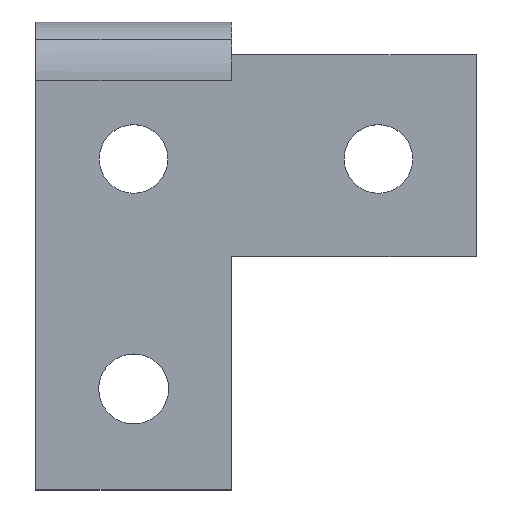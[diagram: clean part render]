
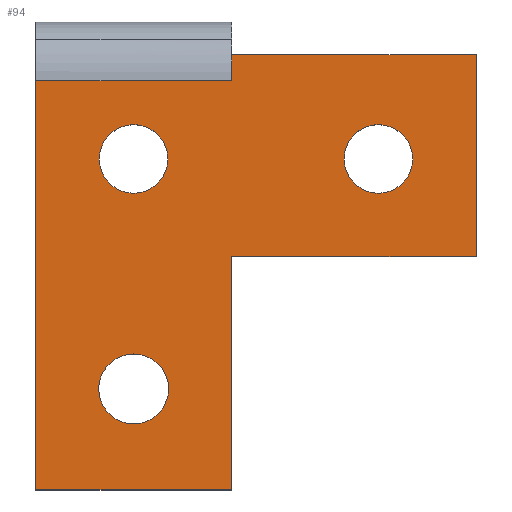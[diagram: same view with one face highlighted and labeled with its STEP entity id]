
A CAD part, top view. The second image highlights one B-rep face of the part: STEP entity #94.
In plain terms, the highlighted planar face has unit normal (0, 0, 1).
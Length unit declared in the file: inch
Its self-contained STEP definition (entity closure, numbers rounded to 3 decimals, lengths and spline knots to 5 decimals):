
#94=ADVANCED_FACE('',(#187,#188,#189,#190),#191,.T.);
#187=FACE_BOUND('',#277,.T.);
#188=FACE_BOUND('',#278,.T.);
#189=FACE_BOUND('',#279,.T.);
#190=FACE_OUTER_BOUND('',#280,.T.);
#191=PLANE('',#281);
#277=EDGE_LOOP('',(#487,#488));
#278=EDGE_LOOP('',(#489,#490));
#279=EDGE_LOOP('',(#491,#492));
#280=EDGE_LOOP('',(#493,#494,#495,#496,#497,#498,#499,#500));
#281=AXIS2_PLACEMENT_3D('',#501,#502,#503);
#487=ORIENTED_EDGE('',*,*,#587,.T.);
#488=ORIENTED_EDGE('',*,*,#546,.T.);
#489=ORIENTED_EDGE('',*,*,#590,.T.);
#490=ORIENTED_EDGE('',*,*,#617,.T.);
#491=ORIENTED_EDGE('',*,*,#609,.T.);
#492=ORIENTED_EDGE('',*,*,#564,.T.);
#493=ORIENTED_EDGE('',*,*,#600,.T.);
#494=ORIENTED_EDGE('',*,*,#556,.F.);
#495=ORIENTED_EDGE('',*,*,#619,.T.);
#496=ORIENTED_EDGE('',*,*,#612,.T.);
#497=ORIENTED_EDGE('',*,*,#593,.T.);
#498=ORIENTED_EDGE('',*,*,#537,.F.);
#499=ORIENTED_EDGE('',*,*,#598,.F.);
#500=ORIENTED_EDGE('',*,*,#603,.T.);
#501=CARTESIAN_POINT('',(-2.75591,0.,0.));
#502=DIRECTION('',(-0.0,0.0,1.0));
#503=DIRECTION('',(-1.0,-0.0,-0.0));
#537=EDGE_CURVE('',#635,#637,#638,.T.);
#546=EDGE_CURVE('',#644,#649,#651,.T.);
#556=EDGE_CURVE('',#667,#662,#669,.T.);
#564=EDGE_CURVE('',#683,#681,#684,.T.);
#587=EDGE_CURVE('',#649,#644,#717,.T.);
#590=EDGE_CURVE('',#721,#719,#722,.T.);
#593=EDGE_CURVE('',#725,#637,#726,.T.);
#598=EDGE_CURVE('',#731,#635,#733,.T.);
#600=EDGE_CURVE('',#735,#662,#736,.T.);
#603=EDGE_CURVE('',#731,#735,#739,.T.);
#609=EDGE_CURVE('',#681,#683,#747,.T.);
#612=EDGE_CURVE('',#750,#725,#751,.T.);
#617=EDGE_CURVE('',#719,#721,#756,.T.);
#619=EDGE_CURVE('',#667,#750,#758,.T.);
#635=VERTEX_POINT('',#776);
#637=VERTEX_POINT('',#778);
#638=LINE('',#779,#780);
#644=VERTEX_POINT('',#787);
#649=VERTEX_POINT('',#793);
#651=CIRCLE('',#796,0.28125);
#662=VERTEX_POINT('',#809);
#667=VERTEX_POINT('',#816);
#669=LINE('',#819,#820);
#681=VERTEX_POINT('',#836);
#683=VERTEX_POINT('',#839);
#684=CIRCLE('',#840,0.27559);
#717=CIRCLE('',#883,0.28125);
#719=VERTEX_POINT('',#885);
#721=VERTEX_POINT('',#888);
#722=CIRCLE('',#889,0.27559);
#725=VERTEX_POINT('',#893);
#726=LINE('',#894,#895);
#731=VERTEX_POINT('',#902);
#733=LINE('',#904,#905);
#735=VERTEX_POINT('',#907);
#736=LINE('',#908,#909);
#739=LINE('',#913,#914);
#747=CIRCLE('',#924,0.27559);
#750=VERTEX_POINT('',#927);
#751=LINE('',#928,#929);
#756=CIRCLE('',#936,0.27559);
#758=LINE('',#938,#939);
#776=CARTESIAN_POINT('',(-1.9685,1.41732,0.));
#778=CARTESIAN_POINT('',(-1.9685,1.625,0.));
#779=CARTESIAN_POINT('',(-1.9685,1.41732,0.));
#780=VECTOR('',#956,1.0);
#787=CARTESIAN_POINT('',(-2.47456,-1.0625,0.));
#793=CARTESIAN_POINT('',(-3.03706,-1.0625,0.));
#796=AXIS2_PLACEMENT_3D('',#969,#970,#971);
#809=CARTESIAN_POINT('',(-1.9685,-1.875,0.));
#816=CARTESIAN_POINT('',(-1.9685,0.,0.));
#819=CARTESIAN_POINT('',(-1.9685,0.,0.));
#820=VECTOR('',#983,1.0);
#836=CARTESIAN_POINT('',(-2.75591,1.06299,0.));
#839=CARTESIAN_POINT('',(-2.75591,0.51181,0.));
#840=AXIS2_PLACEMENT_3D('',#989,#990,#991);
#883=AXIS2_PLACEMENT_3D('',#1026,#1027,#1028);
#885=CARTESIAN_POINT('',(-0.51181,0.7874,0.));
#888=CARTESIAN_POINT('',(-1.06299,0.7874,0.));
#889=AXIS2_PLACEMENT_3D('',#1030,#1031,#1032);
#893=CARTESIAN_POINT('',(0.,1.625,0.));
#894=CARTESIAN_POINT('',(0.,1.625,0.));
#895=VECTOR('',#1034,1.0);
#902=CARTESIAN_POINT('',(-3.54331,1.41732,0.));
#904=CARTESIAN_POINT('',(-3.74016,1.41732,0.0));
#905=VECTOR('',#1040,0.03937);
#907=CARTESIAN_POINT('',(-3.54331,-1.875,0.));
#908=CARTESIAN_POINT('',(-3.54331,-1.875,0.));
#909=VECTOR('',#1041,1.0);
#913=CARTESIAN_POINT('',(-3.54331,1.64631,0.0));
#914=VECTOR('',#1043,0.3937);
#924=AXIS2_PLACEMENT_3D('',#1052,#1053,#1054);
#927=CARTESIAN_POINT('',(0.0,0.,0.0));
#928=CARTESIAN_POINT('',(0.,1.41732,0.));
#929=VECTOR('',#1055,1.0);
#936=AXIS2_PLACEMENT_3D('',#1058,#1059,#1060);
#938=CARTESIAN_POINT('',(-3.74016,0.,0.0));
#939=VECTOR('',#1061,0.03937);
#956=DIRECTION('',(0.,1.0,0.0));
#969=CARTESIAN_POINT('',(-2.75581,-1.0625,0.));
#970=DIRECTION('',(0.0,-0.0,-1.0));
#971=DIRECTION('',(1.0,0.,0.0));
#983=DIRECTION('',(0.0,-1.0,0.0));
#989=CARTESIAN_POINT('',(-2.75591,0.7874,0.0));
#990=DIRECTION('',(0.,0.,-1.0));
#991=DIRECTION('',(0.,1.0,0.0));
#1026=CARTESIAN_POINT('',(-2.75581,-1.0625,0.));
#1027=DIRECTION('',(0.0,-0.0,-1.0));
#1028=DIRECTION('',(1.0,0.,0.0));
#1030=CARTESIAN_POINT('',(-0.7874,0.7874,0.));
#1031=DIRECTION('',(0.,0.0,-1.0));
#1032=DIRECTION('',(1.0,0.,0.));
#1034=DIRECTION('',(-1.0,0.0,0.0));
#1040=DIRECTION('',(1.0,0.,0.));
#1041=DIRECTION('',(1.0,0.0,0.0));
#1043=DIRECTION('',(0.,-1.0,0.0));
#1052=CARTESIAN_POINT('',(-2.75591,0.7874,0.0));
#1053=DIRECTION('',(0.,0.,-1.0));
#1054=DIRECTION('',(0.,1.0,0.0));
#1055=DIRECTION('',(0.,1.0,0.0));
#1058=CARTESIAN_POINT('',(-0.7874,0.7874,0.));
#1059=DIRECTION('',(0.,0.0,-1.0));
#1060=DIRECTION('',(1.0,0.,0.));
#1061=DIRECTION('',(1.0,0.,0.));
